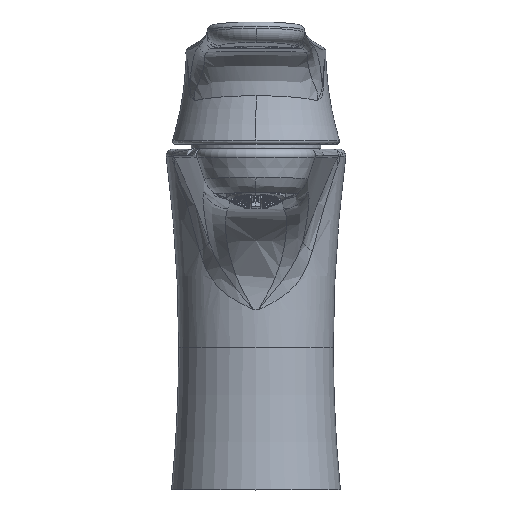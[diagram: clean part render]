
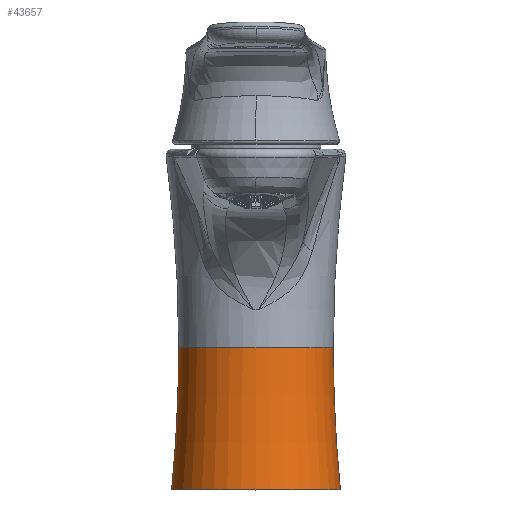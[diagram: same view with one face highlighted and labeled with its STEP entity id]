
A CAD part, top view. The second image highlights one B-rep face of the part: STEP entity #43657.
In plain terms, the highlighted toroidal (fillet/blend) face has major radius 473.845 mm and minor radius 450 mm.
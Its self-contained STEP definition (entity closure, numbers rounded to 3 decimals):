
#1123 = DIRECTION ( 'NONE',  ( -1., 0., 0. ) ) ;
#1205 = CARTESIAN_POINT ( 'NONE',  ( 26., -25., 0. ) ) ;
#1305 = AXIS2_PLACEMENT_3D ( 'NONE', #31006, #41947, #14192 ) ;
#1795 = DIRECTION ( 'NONE',  ( 1., 0., 0. ) ) ;
#4633 = EDGE_CURVE ( 'NONE', #16479, #35443, #36827, .T. ) ;
#6444 = EDGE_CURVE ( 'NONE', #18464, #32364, #15216, .T. ) ;
#6531 = ORIENTED_EDGE ( 'NONE', *, *, #6444, .F. ) ;
#7194 = AXIS2_PLACEMENT_3D ( 'NONE', #20013, #23686, #1795 ) ;
#11815 = DIRECTION ( 'NONE',  ( 1., 0., 0. ) ) ;
#13022 = AXIS2_PLACEMENT_3D ( 'NONE', #41141, #19148, #18999 ) ;
#14192 = DIRECTION ( 'NONE',  ( 1., 0., 0. ) ) ;
#15011 = CARTESIAN_POINT ( 'NONE',  ( 23.845, 18.989, 0. ) ) ;
#15216 = CIRCLE ( 'NONE', #13022, 450. ) ;
#15748 = DIRECTION ( 'NONE',  ( 0., 0., -1. ) ) ;
#16479 = VERTEX_POINT ( 'NONE', #1205 ) ;
#18441 = CARTESIAN_POINT ( 'NONE',  ( -23.845, 18.989, 0. ) ) ;
#18464 = VERTEX_POINT ( 'NONE', #44337 ) ;
#18999 = DIRECTION ( 'NONE',  ( 1., 0., 0. ) ) ;
#19148 = DIRECTION ( 'NONE',  ( 0., 0., 1. ) ) ;
#20013 = CARTESIAN_POINT ( 'NONE',  ( 0., 18.989, 0. ) ) ;
#21632 = AXIS2_PLACEMENT_3D ( 'NONE', #22732, #44417, #11815 ) ;
#21730 = FACE_OUTER_BOUND ( 'NONE', #45516, .T. ) ;
#22732 = CARTESIAN_POINT ( 'NONE',  ( 0., 18.989, 0. ) ) ;
#23686 = DIRECTION ( 'NONE',  ( 0., -1., 0. ) ) ;
#28974 = ORIENTED_EDGE ( 'NONE', *, *, #38996, .F. ) ;
#31004 = ORIENTED_EDGE ( 'NONE', *, *, #4633, .T. ) ;
#31006 = CARTESIAN_POINT ( 'NONE',  ( 0., -25., 0. ) ) ;
#32364 = VERTEX_POINT ( 'NONE', #18441 ) ;
#32846 = AXIS2_PLACEMENT_3D ( 'NONE', #41175, #15748, #1123 ) ;
#32956 = CIRCLE ( 'NONE', #1305, 26. ) ;
#35443 = VERTEX_POINT ( 'NONE', #15011 ) ;
#36827 = CIRCLE ( 'NONE', #32846, 450. ) ;
#38444 = EDGE_CURVE ( 'NONE', #35443, #32364, #47499, .T. ) ;
#38996 = EDGE_CURVE ( 'NONE', #16479, #18464, #32956, .T. ) ;
#40727 = TOROIDAL_SURFACE ( 'NONE', #21632, 473.845, 450. ) ;
#41141 = CARTESIAN_POINT ( 'NONE',  ( -473.845, 18.989, 0. ) ) ;
#41175 = CARTESIAN_POINT ( 'NONE',  ( 473.845, 18.989, 0. ) ) ;
#41947 = DIRECTION ( 'NONE',  ( 0., -1., 0. ) ) ;
#43099 = ORIENTED_EDGE ( 'NONE', *, *, #38444, .T. ) ;
#43657 = ADVANCED_FACE ( 'NONE', ( #21730 ), #40727, .F. ) ;
#44337 = CARTESIAN_POINT ( 'NONE',  ( -26., -25., 0. ) ) ;
#44417 = DIRECTION ( 'NONE',  ( 0., -1., 0. ) ) ;
#45516 = EDGE_LOOP ( 'NONE', ( #31004, #43099, #6531, #28974 ) ) ;
#47499 = CIRCLE ( 'NONE', #7194, 23.845 ) ;
